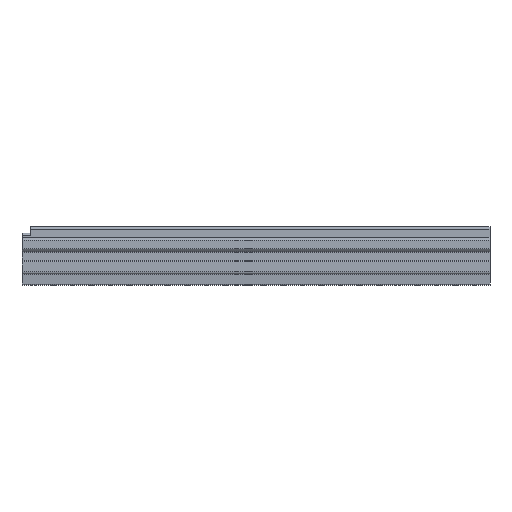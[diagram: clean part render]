
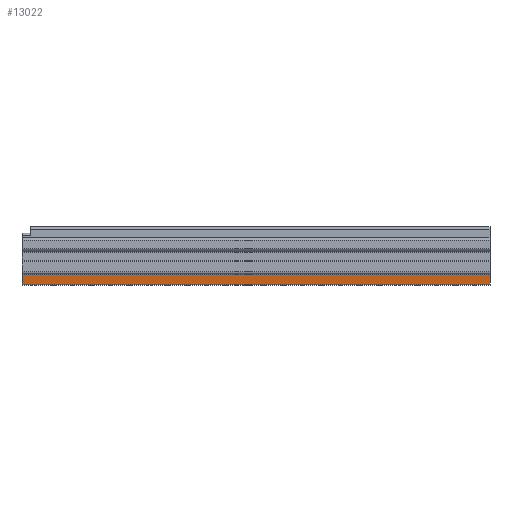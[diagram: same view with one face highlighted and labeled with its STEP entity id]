
A CAD part, left-side view. The second image highlights one B-rep face of the part: STEP entity #13022.
In plain terms, the highlighted planar face has unit normal (-0.995, 0, -0.105).
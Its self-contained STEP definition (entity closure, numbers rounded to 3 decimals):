
#1249=DIRECTION('',(0.,1.,0.));
#1250=VECTOR('',#1249,85.5);
#1251=CARTESIAN_POINT('',(-1.545,-84.,-3.35));
#1252=LINE('',#1251,#1250);
#1253=DIRECTION('',(0.,1.,0.));
#1254=VECTOR('',#1253,85.5);
#1255=CARTESIAN_POINT('',(-1.359,-84.,-5.12));
#1256=LINE('',#1255,#1254);
#4939=DIRECTION('',(-0.105,0.,0.995));
#4940=VECTOR('',#4939,1.78);
#4941=CARTESIAN_POINT('',(-1.359,-84.,-5.12));
#4942=LINE('',#4941,#4940);
#6999=DIRECTION('',(-0.105,0.,0.995));
#7000=VECTOR('',#6999,1.78);
#7001=CARTESIAN_POINT('',(-1.359,1.5,-5.12));
#7002=LINE('',#7001,#7000);
#8848=CARTESIAN_POINT('',(-1.359,-84.,-5.12));
#8850=VERTEX_POINT('',#8848);
#8851=CARTESIAN_POINT('',(-1.545,-84.,-3.35));
#8852=VERTEX_POINT('',#8851);
#11303=CARTESIAN_POINT('',(-1.359,1.5,-5.12));
#11304=VERTEX_POINT('',#11303);
#11305=CARTESIAN_POINT('',(-1.545,1.5,-3.35));
#11306=VERTEX_POINT('',#11305);
#13008=CARTESIAN_POINT('',(-1.359,0.,-5.12));
#13009=DIRECTION('',(-0.995,0.,-0.105));
#13010=DIRECTION('',(-0.105,0.,0.995));
#13011=AXIS2_PLACEMENT_3D('',#13008,#13009,#13010);
#13012=PLANE('',#13011);
#13014=ORIENTED_EDGE('',*,*,#13013,.T.);
#13016=ORIENTED_EDGE('',*,*,#13015,.T.);
#13017=ORIENTED_EDGE('',*,*,#12998,.F.);
#13019=ORIENTED_EDGE('',*,*,#13018,.F.);
#13020=EDGE_LOOP('',(#13014,#13016,#13017,#13019));
#13021=FACE_OUTER_BOUND('',#13020,.F.);
#13022=ADVANCED_FACE('',(#13021),#13012,.T.);
#12998=EDGE_CURVE('',#8852,#11306,#1252,.T.);
#13013=EDGE_CURVE('',#8850,#11304,#1256,.T.);
#13015=EDGE_CURVE('',#11304,#11306,#7002,.T.);
#13018=EDGE_CURVE('',#8850,#8852,#4942,.T.);
